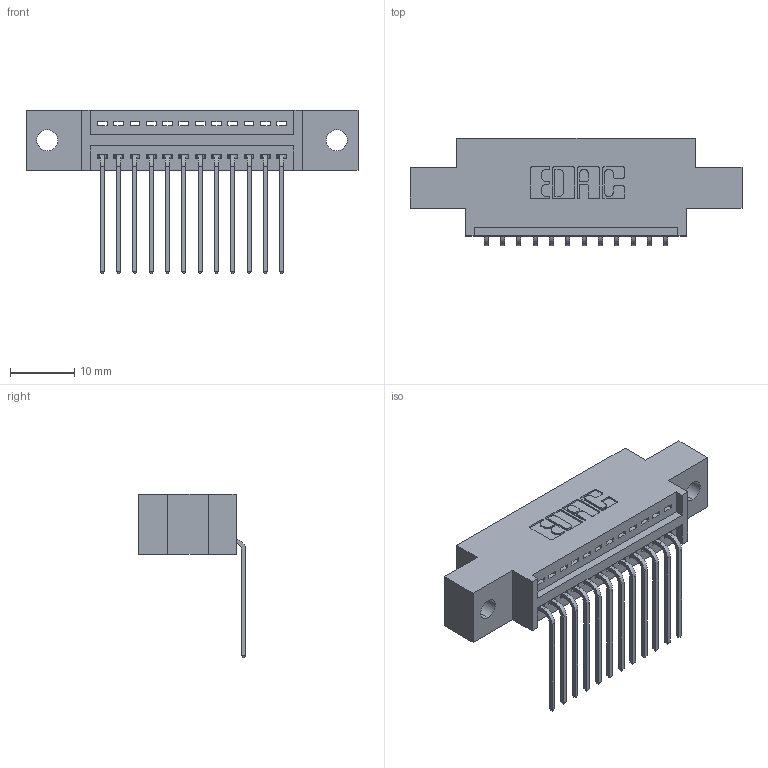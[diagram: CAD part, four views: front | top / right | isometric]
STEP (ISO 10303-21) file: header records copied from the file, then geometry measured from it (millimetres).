
FILE_DESCRIPTION (( 'STEP AP203' ), '1' );
FILE_NAME ('345-012-559-602.STEP', '2018-08-18T04:52:51', ( '' ), ( '' ), 'SwSTEP 2.0', 'SolidWorks 2016', '' );
FILE_SCHEMA (( 'CONFIG_CONTROL_DESIGN' ));
Length unit declared in the file: inch
Products named in the file (3): 345 Part_0.170 Offset - 0.128 Dia; 345-292-001_558 559 Tail - 1; 345-012-559-602
Assembly tree (13 placements, depth 2):
  345-012-559-602
    345 Part_0.170 Offset - 0.128 Dia
    345-292-001_558 559 Tail - 1  x12
Bounding box: 51.69 x 16.75 x 25.53 mm (x, y, z)
Volume: 4553.6 mm3; surface area: 5733.6 mm2
Topology: 13 solids, 13 shells, 850 faces, 2537 edges, 1674 vertices
Faces by surface type: plane 588, cylinder 262
Entity records: 13289 total; most frequent: CARTESIAN_POINT 2312, ORIENTED_EDGE 2258, DIRECTION 2061, EDGE_CURVE 1129, LINE 949, VECTOR 949, VERTEX_POINT 750, AXIS2_PLACEMENT_3D 556
